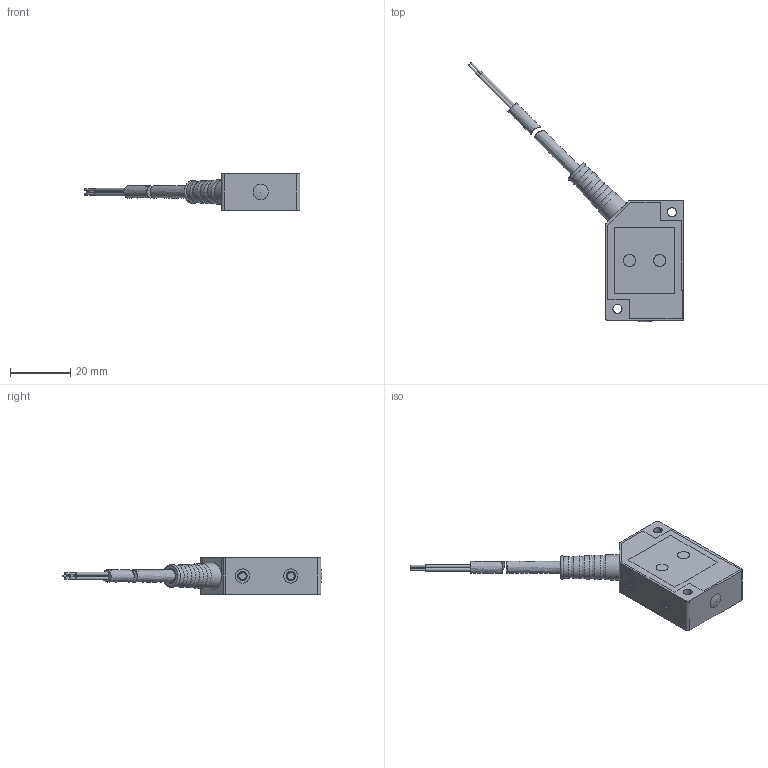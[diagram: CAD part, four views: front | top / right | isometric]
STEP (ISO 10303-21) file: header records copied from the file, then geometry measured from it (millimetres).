
FILE_DESCRIPTION( ('This file contains a STEP AP42 implementation' ,'as created by ZW3D STEP Interface translator.') ,'2;1' );
FILE_NAME( 'FQP1-4002X-X3UX.stp' ,'23 5 6. 9 5 4', (''), ('ZWCAD Software Co.'), 'Version 1.0', 'ZW3D to STEP translator', '' );
FILE_SCHEMA(('AUTOMOTIVE_DESIGN'));
Length unit declared in the file: millimetre
Products named in the file (2): 0; FQP1-4002X-X2L2
Bounding box: 71.47 x 85.97 x 12 mm (x, y, z)
Volume: 13143.4 mm3; surface area: 4964.8 mm2
Topology: 2 solids, 2 shells, 127 faces, 292 edges, 184 vertices
Faces by surface type: bspline 127
Entity records: 5603 total; most frequent: CARTESIAN_POINT 3758, ORIENTED_EDGE 582, EDGE_CURVE 290, VERTEX_POINT 184, B_SPLINE_CURVE_WITH_KNOTS 151, EDGE_LOOP 149, FACE_OUTER_BOUND 127, ADVANCED_FACE 127
